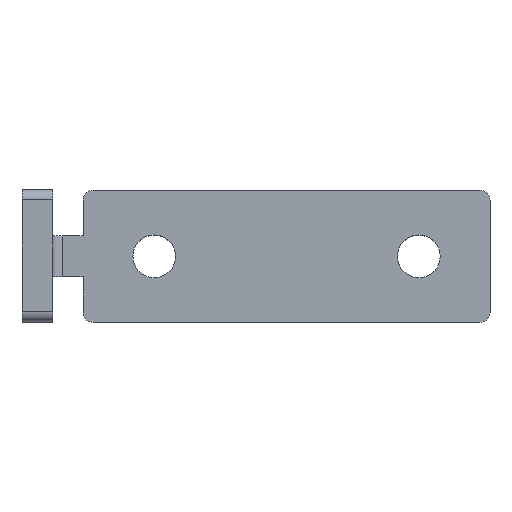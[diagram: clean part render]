
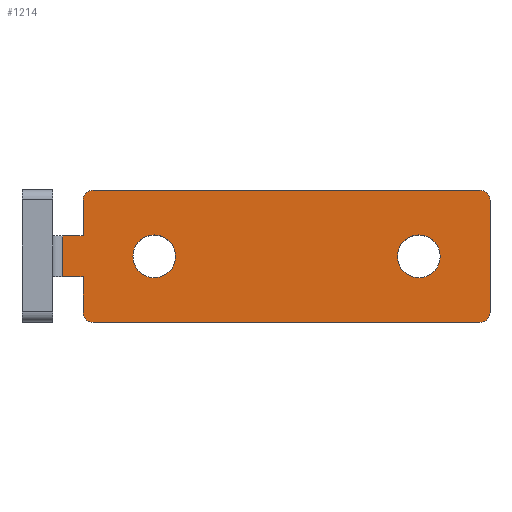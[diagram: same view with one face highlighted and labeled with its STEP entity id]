
A CAD part, top view. The second image highlights one B-rep face of the part: STEP entity #1214.
In plain terms, the highlighted planar face has unit normal (0, 0, 1).
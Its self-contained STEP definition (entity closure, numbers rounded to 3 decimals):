
#3 = DIRECTION ( 'NONE',  ( 0., -1., 0. ) ) ;
#16 = DIRECTION ( 'NONE',  ( 0., 0., 1. ) ) ;
#19 = VERTEX_POINT ( 'NONE', #722 ) ;
#64 = VERTEX_POINT ( 'NONE', #893 ) ;
#70 = ORIENTED_EDGE ( 'NONE', *, *, #235, .F. ) ;
#81 = AXIS2_PLACEMENT_3D ( 'NONE', #850, #499, #1110 ) ;
#90 = VERTEX_POINT ( 'NONE', #302 ) ;
#96 = DIRECTION ( 'NONE',  ( 0., 0., 1. ) ) ;
#112 = CARTESIAN_POINT ( 'NONE',  ( 4., -2., 3. ) ) ;
#116 = CARTESIAN_POINT ( 'NONE',  ( 15.1, 0., 3. ) ) ;
#117 = PLANE ( 'NONE',  #1253 ) ;
#120 = EDGE_CURVE ( 'NONE', #90, #868, #441, .T. ) ;
#122 = EDGE_CURVE ( 'NONE', #1030, #19, #1165, .T. ) ;
#127 = DIRECTION ( 'NONE',  ( 0., -1., 0. ) ) ;
#132 = VERTEX_POINT ( 'NONE', #1009 ) ;
#149 = EDGE_CURVE ( 'NONE', #1192, #802, #930, .T. ) ;
#156 = CIRCLE ( 'NONE', #765, 2.1 ) ;
#166 = VECTOR ( 'NONE', #503, 1000. ) ;
#184 = VERTEX_POINT ( 'NONE', #482 ) ;
#202 = CARTESIAN_POINT ( 'NONE',  ( 6., 6.5, 3. ) ) ;
#206 = CARTESIAN_POINT ( 'NONE',  ( 6., 6.5, 3. ) ) ;
#211 = CARTESIAN_POINT ( 'NONE',  ( 46., 6.5, 3. ) ) ;
#215 = VERTEX_POINT ( 'NONE', #603 ) ;
#218 = EDGE_CURVE ( 'NONE', #715, #184, #1191, .T. ) ;
#219 = DIRECTION ( 'NONE',  ( 1., 0., 0. ) ) ;
#235 = EDGE_CURVE ( 'NONE', #19, #1030, #274, .T. ) ;
#236 = CARTESIAN_POINT ( 'NONE',  ( 46., -5.5, 3. ) ) ;
#256 = CARTESIAN_POINT ( 'NONE',  ( 10.9, 0., 3. ) ) ;
#257 = LINE ( 'NONE', #278, #1026 ) ;
#265 = EDGE_CURVE ( 'NONE', #215, #1298, #1173, .T. ) ;
#267 = CARTESIAN_POINT ( 'NONE',  ( 46., 6.5, 3. ) ) ;
#274 = CIRCLE ( 'NONE', #673, 2.1 ) ;
#278 = CARTESIAN_POINT ( 'NONE',  ( 46., -2., 3. ) ) ;
#283 = EDGE_CURVE ( 'NONE', #1298, #64, #1177, .T. ) ;
#287 = CARTESIAN_POINT ( 'NONE',  ( 46., -6.5, 3. ) ) ;
#288 = DIRECTION ( 'NONE',  ( 0., 0., 1. ) ) ;
#297 = DIRECTION ( 'NONE',  ( -1., 0., 0. ) ) ;
#302 = CARTESIAN_POINT ( 'NONE',  ( 45., -6.5, 3. ) ) ;
#303 = LINE ( 'NONE', #287, #886 ) ;
#314 = DIRECTION ( 'NONE',  ( 1., 0., 0. ) ) ;
#326 = CARTESIAN_POINT ( 'NONE',  ( 45., -5.5, 3. ) ) ;
#345 = CARTESIAN_POINT ( 'NONE',  ( 7., -6.5, 3. ) ) ;
#359 = VERTEX_POINT ( 'NONE', #112 ) ;
#365 = ORIENTED_EDGE ( 'NONE', *, *, #1140, .T. ) ;
#366 = DIRECTION ( 'NONE',  ( 0., 0., 1. ) ) ;
#373 = DIRECTION ( 'NONE',  ( 1., 0., 0. ) ) ;
#398 = DIRECTION ( 'NONE',  ( 0., 0., 1. ) ) ;
#404 = DIRECTION ( 'NONE',  ( 0., 0., 1. ) ) ;
#414 = FACE_OUTER_BOUND ( 'NONE', #881, .T. ) ;
#417 = CIRCLE ( 'NONE', #1142, 2.1 ) ;
#422 = DIRECTION ( 'NONE',  ( 1., 0., 0. ) ) ;
#430 = VECTOR ( 'NONE', #297, 1000. ) ;
#441 = CIRCLE ( 'NONE', #1215, 1. ) ;
#457 = DIRECTION ( 'NONE',  ( 1., 0., 0. ) ) ;
#463 = VERTEX_POINT ( 'NONE', #256 ) ;
#469 = VERTEX_POINT ( 'NONE', #345 ) ;
#473 = CARTESIAN_POINT ( 'NONE',  ( 13., 0., 3. ) ) ;
#478 = DIRECTION ( 'NONE',  ( 1., 0., 0. ) ) ;
#482 = CARTESIAN_POINT ( 'NONE',  ( 4., 2., 3. ) ) ;
#496 = ORIENTED_EDGE ( 'NONE', *, *, #122, .F. ) ;
#499 = DIRECTION ( 'NONE',  ( 0., 0., 1. ) ) ;
#503 = DIRECTION ( 'NONE',  ( -1., 0., 0. ) ) ;
#506 = EDGE_CURVE ( 'NONE', #359, #1192, #257, .T. ) ;
#515 = ORIENTED_EDGE ( 'NONE', *, *, #562, .F. ) ;
#536 = CIRCLE ( 'NONE', #568, 1. ) ;
#552 = VECTOR ( 'NONE', #908, 1000. ) ;
#562 = EDGE_CURVE ( 'NONE', #813, #463, #417, .T. ) ;
#568 = AXIS2_PLACEMENT_3D ( 'NONE', #1294, #404, #219 ) ;
#589 = ORIENTED_EDGE ( 'NONE', *, *, #674, .F. ) ;
#594 = CARTESIAN_POINT ( 'NONE',  ( 46., 2., 3. ) ) ;
#600 = CARTESIAN_POINT ( 'NONE',  ( 4., -6.5, 3. ) ) ;
#603 = CARTESIAN_POINT ( 'NONE',  ( 45., 6.5, 3. ) ) ;
#605 = ORIENTED_EDGE ( 'NONE', *, *, #265, .T. ) ;
#611 = DIRECTION ( 'NONE',  ( 1., 0., 0. ) ) ;
#612 = DIRECTION ( 'NONE',  ( -1., 0., 0. ) ) ;
#615 = CARTESIAN_POINT ( 'NONE',  ( 6., -5.5, 3. ) ) ;
#616 = LINE ( 'NONE', #600, #1168 ) ;
#617 = AXIS2_PLACEMENT_3D ( 'NONE', #822, #731, #1212 ) ;
#642 = ORIENTED_EDGE ( 'NONE', *, *, #218, .T. ) ;
#653 = CIRCLE ( 'NONE', #81, 1. ) ;
#667 = DIRECTION ( 'NONE',  ( 0., -1., 0. ) ) ;
#672 = CARTESIAN_POINT ( 'NONE',  ( 39., 0., 3. ) ) ;
#673 = AXIS2_PLACEMENT_3D ( 'NONE', #672, #96, #990 ) ;
#674 = EDGE_CURVE ( 'NONE', #90, #469, #303, .T. ) ;
#680 = ORIENTED_EDGE ( 'NONE', *, *, #506, .T. ) ;
#691 = FACE_BOUND ( 'NONE', #929, .T. ) ;
#715 = VERTEX_POINT ( 'NONE', #718 ) ;
#718 = CARTESIAN_POINT ( 'NONE',  ( 6., 2., 3. ) ) ;
#722 = CARTESIAN_POINT ( 'NONE',  ( 36.9, 0., 3. ) ) ;
#731 = DIRECTION ( 'NONE',  ( 0., 0., 1. ) ) ;
#741 = EDGE_CURVE ( 'NONE', #715, #64, #1005, .T. ) ;
#765 = AXIS2_PLACEMENT_3D ( 'NONE', #473, #1071, #478 ) ;
#767 = LINE ( 'NONE', #267, #942 ) ;
#786 = CARTESIAN_POINT ( 'NONE',  ( 7., 6.5, 3. ) ) ;
#802 = VERTEX_POINT ( 'NONE', #615 ) ;
#813 = VERTEX_POINT ( 'NONE', #116 ) ;
#821 = ORIENTED_EDGE ( 'NONE', *, *, #149, .T. ) ;
#822 = CARTESIAN_POINT ( 'NONE',  ( 39., 0., 3. ) ) ;
#850 = CARTESIAN_POINT ( 'NONE',  ( 45., 5.5, 3. ) ) ;
#868 = VERTEX_POINT ( 'NONE', #236 ) ;
#871 = EDGE_LOOP ( 'NONE', ( #496, #70 ) ) ;
#881 = EDGE_LOOP ( 'NONE', ( #1166, #1279, #605, #1131, #1028, #642, #1073, #680, #821, #365, #589, #1070 ) ) ;
#886 = VECTOR ( 'NONE', #612, 1000. ) ;
#893 = CARTESIAN_POINT ( 'NONE',  ( 6., 5.5, 3. ) ) ;
#900 = EDGE_CURVE ( 'NONE', #463, #813, #156, .T. ) ;
#908 = DIRECTION ( 'NONE',  ( 0., 1., 0. ) ) ;
#929 = EDGE_LOOP ( 'NONE', ( #515, #1158 ) ) ;
#930 = LINE ( 'NONE', #206, #1169 ) ;
#940 = CARTESIAN_POINT ( 'NONE',  ( 41.1, 0., 3. ) ) ;
#942 = VECTOR ( 'NONE', #667, 1000. ) ;
#990 = DIRECTION ( 'NONE',  ( 1., 0., 0. ) ) ;
#993 = EDGE_CURVE ( 'NONE', #132, #868, #767, .T. ) ;
#1005 = LINE ( 'NONE', #202, #552 ) ;
#1009 = CARTESIAN_POINT ( 'NONE',  ( 46., 5.5, 3. ) ) ;
#1021 = FACE_BOUND ( 'NONE', #871, .T. ) ;
#1026 = VECTOR ( 'NONE', #457, 1000. ) ;
#1028 = ORIENTED_EDGE ( 'NONE', *, *, #741, .F. ) ;
#1030 = VERTEX_POINT ( 'NONE', #940 ) ;
#1070 = ORIENTED_EDGE ( 'NONE', *, *, #120, .T. ) ;
#1071 = DIRECTION ( 'NONE',  ( 0., 0., 1. ) ) ;
#1073 = ORIENTED_EDGE ( 'NONE', *, *, #1222, .T. ) ;
#1110 = DIRECTION ( 'NONE',  ( 1., 0., 0. ) ) ;
#1120 = AXIS2_PLACEMENT_3D ( 'NONE', #1183, #288, #611 ) ;
#1125 = EDGE_CURVE ( 'NONE', #132, #215, #653, .T. ) ;
#1131 = ORIENTED_EDGE ( 'NONE', *, *, #283, .T. ) ;
#1140 = EDGE_CURVE ( 'NONE', #802, #469, #536, .T. ) ;
#1142 = AXIS2_PLACEMENT_3D ( 'NONE', #1263, #366, #373 ) ;
#1158 = ORIENTED_EDGE ( 'NONE', *, *, #900, .F. ) ;
#1165 = CIRCLE ( 'NONE', #617, 2.1 ) ;
#1166 = ORIENTED_EDGE ( 'NONE', *, *, #993, .F. ) ;
#1168 = VECTOR ( 'NONE', #3, 1000. ) ;
#1169 = VECTOR ( 'NONE', #127, 1000. ) ;
#1173 = LINE ( 'NONE', #1289, #430 ) ;
#1177 = CIRCLE ( 'NONE', #1120, 1. ) ;
#1183 = CARTESIAN_POINT ( 'NONE',  ( 7., 5.5, 3. ) ) ;
#1191 = LINE ( 'NONE', #594, #166 ) ;
#1192 = VERTEX_POINT ( 'NONE', #1202 ) ;
#1202 = CARTESIAN_POINT ( 'NONE',  ( 6., -2., 3. ) ) ;
#1212 = DIRECTION ( 'NONE',  ( 1., 0., 0. ) ) ;
#1214 = ADVANCED_FACE ( 'NONE', ( #1021, #691, #414 ), #117, .T. ) ;
#1215 = AXIS2_PLACEMENT_3D ( 'NONE', #326, #16, #422 ) ;
#1222 = EDGE_CURVE ( 'NONE', #184, #359, #616, .T. ) ;
#1253 = AXIS2_PLACEMENT_3D ( 'NONE', #211, #398, #314 ) ;
#1263 = CARTESIAN_POINT ( 'NONE',  ( 13., 0., 3. ) ) ;
#1279 = ORIENTED_EDGE ( 'NONE', *, *, #1125, .T. ) ;
#1289 = CARTESIAN_POINT ( 'NONE',  ( 46., 6.5, 3. ) ) ;
#1294 = CARTESIAN_POINT ( 'NONE',  ( 7., -5.5, 3. ) ) ;
#1298 = VERTEX_POINT ( 'NONE', #786 ) ;
